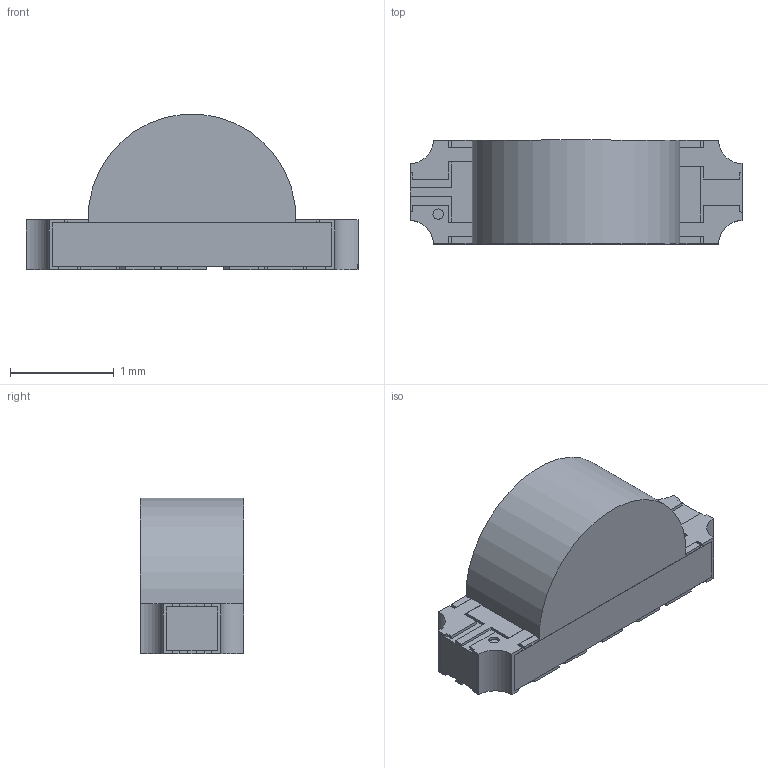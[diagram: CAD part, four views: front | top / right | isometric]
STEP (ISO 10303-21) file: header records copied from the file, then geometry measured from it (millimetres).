
FILE_DESCRIPTION( ( 'Unknown' ), '1' );
FILE_NAME( '1313210530000_2.stp', 'Unknown', ( 'Unknown' ), ( 'Unknown' ), 'PSStep 23.0.61', 'Unknown', ' ' );
FILE_SCHEMA( ( 'AUTOMOTIVE_DESIGN { 1 0 10303 214 1 1 1 1 }' ) );
Length unit declared in the file: millimetre
Products named in the file (15): Assem1; Contacts; Body; Resin
Assembly tree (14 placements, depth 2):
  Assem1
    Contacts
    Contacts
    Contacts
    Contacts
    Contacts
    Contacts
    Contacts
    Contacts
    Contacts
    Contacts
    Contacts
    Contacts
    Body
    Resin
Bounding box: 3.2 x 1 x 1.5 mm (x, y, z)
Volume: 3.2 mm3; surface area: 29.5 mm2
Topology: 14 solids, 14 shells, 289 faces, 689 edges, 458 vertices
Faces by surface type: plane 248, cylinder 30, bspline 9, extrusion 2
Full cylindrical faces by diameter (mm): 0.012 x2, 0.05 x6, 0.1 x9
Entity records: 11363 total; most frequent: CARTESIAN_POINT 2175, ORIENTED_EDGE 1320, DIRECTION 1315, EDGE_CURVE 660, VECTOR 575, LINE 573, VERTEX_POINT 457, AXIS2_PLACEMENT_3D 370
